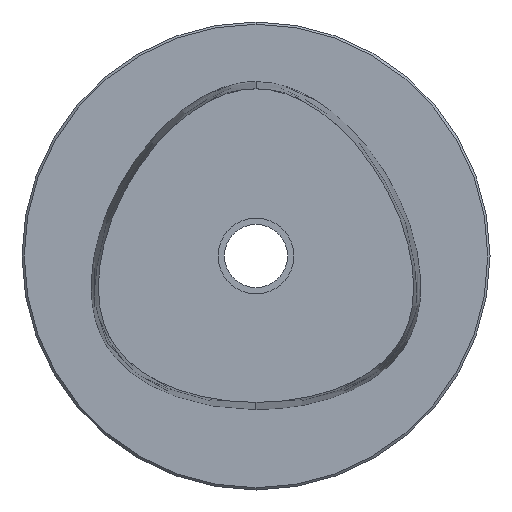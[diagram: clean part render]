
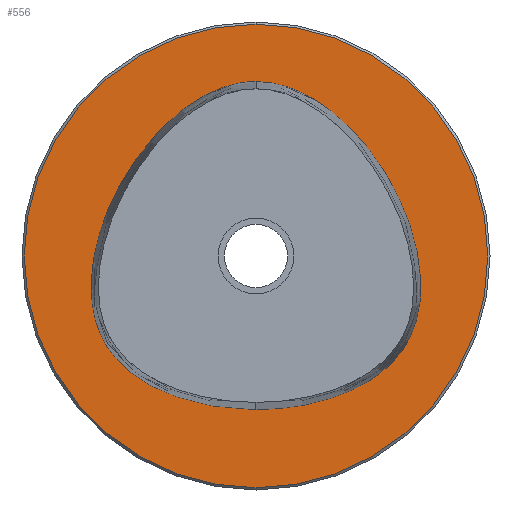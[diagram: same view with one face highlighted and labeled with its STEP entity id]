
A CAD part, left-side view. The second image highlights one B-rep face of the part: STEP entity #556.
In plain terms, the highlighted planar face has unit normal (-1, 0, 0).
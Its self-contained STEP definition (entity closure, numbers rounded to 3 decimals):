
#92=CARTESIAN_POINT('',(0.,0.,-20.676));
#93=CARTESIAN_POINT('',(0.,4.224,-20.676));
#94=CARTESIAN_POINT('',(-0.001,12.669,-19.176));
#95=CARTESIAN_POINT('',(-0.001,21.594,-12.467));
#96=CARTESIAN_POINT('',(-0.001,22.941,-1.384));
#97=CARTESIAN_POINT('',(-0.001,18.556,10.713));
#98=CARTESIAN_POINT('',(-0.001,10.27,20.56));
#99=CARTESIAN_POINT('',(0.,3.428,23.476));
#100=CARTESIAN_POINT('',(0.,0.,23.476));
#139=CARTESIAN_POINT('',(0.,0.,0.));
#140=DIRECTION('',(-1.,0.,0.));
#141=DIRECTION('',(0.,0.,1.));
#142=AXIS2_PLACEMENT_3D('',#139,#140,#141);
#147=CARTESIAN_POINT('',(0.,0.,0.));
#148=DIRECTION('',(-1.,0.,0.));
#149=DIRECTION('',(0.,0.,-1.));
#150=AXIS2_PLACEMENT_3D('',#147,#148,#149);
#155=CARTESIAN_POINT('',(0.,0.,23.476));
#156=CARTESIAN_POINT('',(0.,-3.428,23.476));
#157=CARTESIAN_POINT('',(-0.001,-10.27,
20.56));
#158=CARTESIAN_POINT('',(-0.001,-18.556,
10.713));
#159=CARTESIAN_POINT('',(-0.001,-22.941,
-1.384));
#160=CARTESIAN_POINT('',(-0.001,-21.594,
-12.467));
#161=CARTESIAN_POINT('',(-0.001,-12.669,
-19.176));
#162=CARTESIAN_POINT('',(0.,-4.224,-20.676));
#163=CARTESIAN_POINT('',(0.,0.,-20.676));
#439=CARTESIAN_POINT('',(0.,0.,31.2));
#440=CARTESIAN_POINT('',(0.,0.,-31.2));
#441=VERTEX_POINT('',#439);
#442=VERTEX_POINT('',#440);
#449=VERTEX_POINT('',#155);
#450=VERTEX_POINT('',#163);
#540=CARTESIAN_POINT('',(0.,0.,0.));
#541=DIRECTION('',(1.,0.,0.));
#542=DIRECTION('',(0.,0.,-1.));
#543=AXIS2_PLACEMENT_3D('',#540,#541,#542);
#544=PLANE('',#543);
#546=ORIENTED_EDGE('',*,*,#545,.F.);
#548=ORIENTED_EDGE('',*,*,#547,.F.);
#549=EDGE_LOOP('',(#546,#548));
#550=FACE_OUTER_BOUND('',#549,.F.);
#552=ORIENTED_EDGE('',*,*,#551,.F.);
#553=ORIENTED_EDGE('',*,*,#530,.F.);
#554=EDGE_LOOP('',(#552,#553));
#555=FACE_BOUND('',#554,.F.);
#101=B_SPLINE_CURVE_WITH_KNOTS('',3,(#92,#93,#94,#95,#96,#97,#98,#99,#100),
.UNSPECIFIED.,.F.,.F.,(4,1,1,1,1,1,4),(0.,0.167,0.333,
0.5,0.667,0.833,1.),.UNSPECIFIED.);
#143=CIRCLE('',#142,31.2);
#151=CIRCLE('',#150,31.2);
#164=B_SPLINE_CURVE_WITH_KNOTS('',3,(#155,#156,#157,#158,#159,#160,#161,#162,
#163),.UNSPECIFIED.,.F.,.F.,(4,1,1,1,1,1,4),(0.,0.167,
0.333,0.5,0.667,0.833,1.),
.UNSPECIFIED.);
#530=EDGE_CURVE('',#450,#449,#101,.T.);
#545=EDGE_CURVE('',#441,#442,#143,.T.);
#547=EDGE_CURVE('',#442,#441,#151,.T.);
#551=EDGE_CURVE('',#449,#450,#164,.T.);
#556=ADVANCED_FACE('',(#550,#555),#544,.F.);
